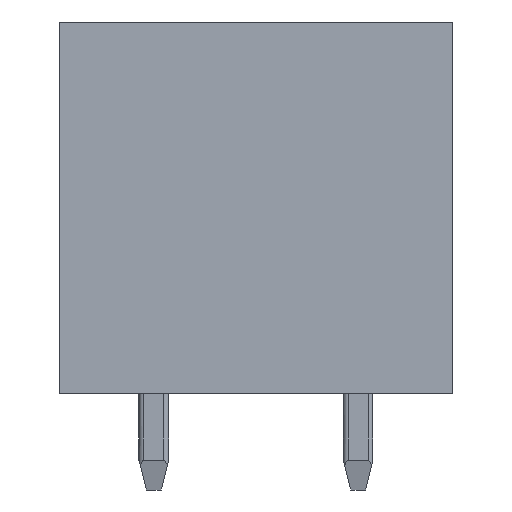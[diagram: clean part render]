
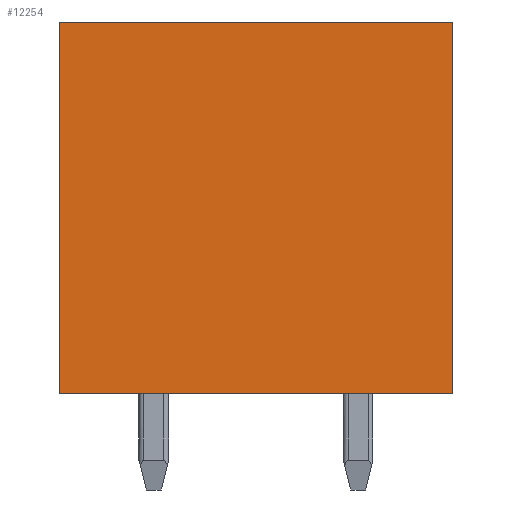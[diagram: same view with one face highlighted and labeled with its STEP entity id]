
A CAD part, left-side view. The second image highlights one B-rep face of the part: STEP entity #12254.
In plain terms, the highlighted planar face has unit normal (-1, 0, 0).
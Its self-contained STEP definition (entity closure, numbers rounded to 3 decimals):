
#961=DIRECTION('',(0.,0.,-1.));
#962=VECTOR('',#961,10.);
#963=CARTESIAN_POINT('',(-28.8,-5.3,3.7));
#964=LINE('',#963,#962);
#965=DIRECTION('',(0.,1.,0.));
#966=VECTOR('',#965,10.6);
#967=CARTESIAN_POINT('',(-28.8,-5.3,-6.3));
#968=LINE('',#967,#966);
#969=DIRECTION('',(0.,0.,1.));
#970=VECTOR('',#969,10.);
#971=CARTESIAN_POINT('',(-28.8,5.3,-6.3));
#972=LINE('',#971,#970);
#973=DIRECTION('',(0.,-1.,0.));
#974=VECTOR('',#973,10.6);
#975=CARTESIAN_POINT('',(-28.8,5.3,3.7));
#976=LINE('',#975,#974);
#9065=CARTESIAN_POINT('',(-28.8,-5.3,3.7));
#9066=CARTESIAN_POINT('',(-28.8,-5.3,-6.3));
#9067=VERTEX_POINT('',#9065);
#9068=VERTEX_POINT('',#9066);
#9069=CARTESIAN_POINT('',(-28.8,5.3,-6.3));
#9070=VERTEX_POINT('',#9069);
#9071=CARTESIAN_POINT('',(-28.8,5.3,3.7));
#9072=VERTEX_POINT('',#9071);
#12243=CARTESIAN_POINT('',(-28.8,0.,0.));
#12244=DIRECTION('',(1.,0.,0.));
#12245=DIRECTION('',(0.,-1.,0.));
#12246=AXIS2_PLACEMENT_3D('',#12243,#12244,#12245);
#12247=PLANE('',#12246);
#12248=ORIENTED_EDGE('',*,*,#11417,.T.);
#12249=ORIENTED_EDGE('',*,*,#11432,.T.);
#12250=ORIENTED_EDGE('',*,*,#11734,.T.);
#12251=ORIENTED_EDGE('',*,*,#11747,.T.);
#12252=EDGE_LOOP('',(#12248,#12249,#12250,#12251));
#12253=FACE_OUTER_BOUND('',#12252,.F.);
#12254=ADVANCED_FACE('',(#12253),#12247,.F.);
#11417=EDGE_CURVE('',#9067,#9068,#964,.T.);
#11432=EDGE_CURVE('',#9068,#9070,#968,.T.);
#11734=EDGE_CURVE('',#9070,#9072,#972,.T.);
#11747=EDGE_CURVE('',#9072,#9067,#976,.T.);
